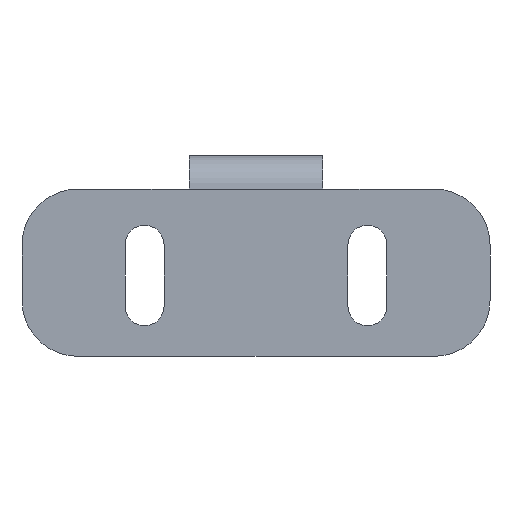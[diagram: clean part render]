
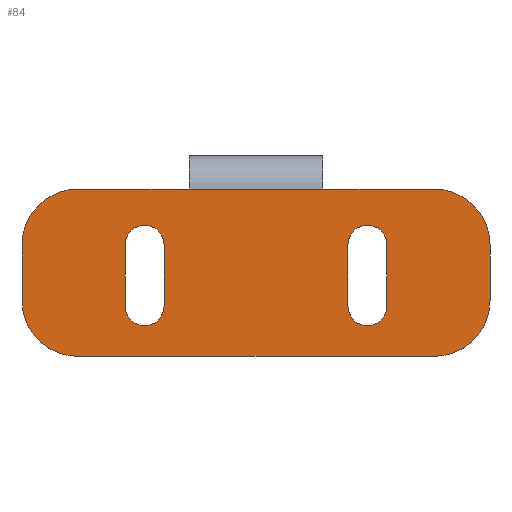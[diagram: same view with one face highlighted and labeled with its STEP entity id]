
A CAD part, left-side view. The second image highlights one B-rep face of the part: STEP entity #84.
In plain terms, the highlighted planar face has unit normal (-1, 0, 0).
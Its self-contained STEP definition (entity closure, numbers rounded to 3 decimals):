
#84=ADVANCED_FACE('',(#139,#140,#141),#118,.T.);
#118=PLANE('',#707);
#139=FACE_BOUND('',#154,.T.);
#140=FACE_BOUND('',#155,.T.);
#141=FACE_BOUND('',#156,.T.);
#154=EDGE_LOOP('',(#268,#269,#270,#271));
#155=EDGE_LOOP('',(#272,#273,#274,#275));
#156=EDGE_LOOP('',(#276,#277,#278,#279,#280,#281,#282,#283,#284,#285));
#194=CIRCLE('',#699,3.5);
#195=CIRCLE('',#700,3.5);
#196=CIRCLE('',#701,3.5);
#197=CIRCLE('',#702,3.5);
#198=CIRCLE('',#703,10.);
#199=CIRCLE('',#704,10.);
#200=CIRCLE('',#705,10.);
#201=CIRCLE('',#706,10.);
#268=ORIENTED_EDGE('',*,*,#507,.T.);
#269=ORIENTED_EDGE('',*,*,#508,.T.);
#270=ORIENTED_EDGE('',*,*,#509,.T.);
#271=ORIENTED_EDGE('',*,*,#510,.T.);
#272=ORIENTED_EDGE('',*,*,#511,.T.);
#273=ORIENTED_EDGE('',*,*,#512,.T.);
#274=ORIENTED_EDGE('',*,*,#513,.T.);
#275=ORIENTED_EDGE('',*,*,#514,.T.);
#276=ORIENTED_EDGE('',*,*,#480,.T.);
#277=ORIENTED_EDGE('',*,*,#515,.T.);
#278=ORIENTED_EDGE('',*,*,#482,.T.);
#279=ORIENTED_EDGE('',*,*,#516,.T.);
#280=ORIENTED_EDGE('',*,*,#474,.T.);
#281=ORIENTED_EDGE('',*,*,#517,.T.);
#282=ORIENTED_EDGE('',*,*,#488,.T.);
#283=ORIENTED_EDGE('',*,*,#518,.T.);
#284=ORIENTED_EDGE('',*,*,#490,.T.);
#285=ORIENTED_EDGE('',*,*,#519,.T.);
#414=VERTEX_POINT('',#975);
#415=VERTEX_POINT('',#976);
#420=VERTEX_POINT('',#987);
#421=VERTEX_POINT('',#989);
#422=VERTEX_POINT('',#993);
#423=VERTEX_POINT('',#994);
#428=VERTEX_POINT('',#1005);
#429=VERTEX_POINT('',#1007);
#430=VERTEX_POINT('',#1011);
#431=VERTEX_POINT('',#1012);
#442=VERTEX_POINT('',#1042);
#443=VERTEX_POINT('',#1043);
#444=VERTEX_POINT('',#1045);
#445=VERTEX_POINT('',#1047);
#446=VERTEX_POINT('',#1050);
#447=VERTEX_POINT('',#1051);
#448=VERTEX_POINT('',#1053);
#449=VERTEX_POINT('',#1055);
#474=EDGE_CURVE('',#414,#415,#562,.T.);
#480=EDGE_CURVE('',#421,#420,#568,.T.);
#482=EDGE_CURVE('',#422,#423,#570,.T.);
#488=EDGE_CURVE('',#429,#428,#576,.T.);
#490=EDGE_CURVE('',#430,#431,#578,.T.);
#507=EDGE_CURVE('',#442,#443,#194,.T.);
#508=EDGE_CURVE('',#443,#444,#587,.T.);
#509=EDGE_CURVE('',#444,#445,#195,.T.);
#510=EDGE_CURVE('',#445,#442,#588,.T.);
#511=EDGE_CURVE('',#446,#447,#196,.T.);
#512=EDGE_CURVE('',#447,#448,#589,.T.);
#513=EDGE_CURVE('',#448,#449,#197,.T.);
#514=EDGE_CURVE('',#449,#446,#590,.T.);
#515=EDGE_CURVE('',#420,#422,#198,.T.);
#516=EDGE_CURVE('',#423,#414,#199,.T.);
#517=EDGE_CURVE('',#415,#429,#591,.T.);
#518=EDGE_CURVE('',#428,#430,#200,.T.);
#519=EDGE_CURVE('',#431,#421,#201,.T.);
#562=LINE('',#974,#630);
#568=LINE('',#988,#636);
#570=LINE('',#992,#638);
#576=LINE('',#1006,#644);
#578=LINE('',#1010,#646);
#587=LINE('',#1044,#655);
#588=LINE('',#1048,#656);
#589=LINE('',#1052,#657);
#590=LINE('',#1056,#658);
#591=LINE('',#1059,#659);
#630=VECTOR('',#771,1.);
#636=VECTOR('',#779,1.);
#638=VECTOR('',#783,1.);
#644=VECTOR('',#791,1.);
#646=VECTOR('',#795,1.);
#655=VECTOR('',#826,1.);
#656=VECTOR('',#829,1.);
#657=VECTOR('',#832,1.);
#658=VECTOR('',#835,1.);
#659=VECTOR('',#840,1.);
#699=AXIS2_PLACEMENT_3D('',#1041,#824,#825);
#700=AXIS2_PLACEMENT_3D('',#1046,#827,#828);
#701=AXIS2_PLACEMENT_3D('',#1049,#830,#831);
#702=AXIS2_PLACEMENT_3D('',#1054,#833,#834);
#703=AXIS2_PLACEMENT_3D('',#1057,#836,#837);
#704=AXIS2_PLACEMENT_3D('',#1058,#838,#839);
#705=AXIS2_PLACEMENT_3D('',#1060,#841,#842);
#706=AXIS2_PLACEMENT_3D('',#1061,#843,#844);
#707=AXIS2_PLACEMENT_3D('',#1062,#845,#846);
#771=DIRECTION('',(0.,1.,0.));
#779=DIRECTION('',(0.,-1.,0.));
#783=DIRECTION('',(0.,0.,1.));
#791=DIRECTION('',(0.,1.,0.));
#795=DIRECTION('',(0.,0.,-1.));
#824=DIRECTION('',(1.,0.,0.));
#825=DIRECTION('',(0.,0.,1.));
#826=DIRECTION('',(0.,0.,-1.));
#827=DIRECTION('',(1.,0.,0.));
#828=DIRECTION('',(0.,0.,1.));
#829=DIRECTION('',(0.,0.,1.));
#830=DIRECTION('',(1.,0.,0.));
#831=DIRECTION('',(0.,0.,1.));
#832=DIRECTION('',(0.,0.,-1.));
#833=DIRECTION('',(1.,0.,0.));
#834=DIRECTION('',(0.,0.,1.));
#835=DIRECTION('',(0.,0.,1.));
#836=DIRECTION('',(-1.,0.,0.));
#837=DIRECTION('',(0.,0.,1.));
#838=DIRECTION('',(-1.,0.,0.));
#839=DIRECTION('',(0.,0.,1.));
#840=DIRECTION('',(0.,1.,0.));
#841=DIRECTION('',(-1.,0.,0.));
#842=DIRECTION('',(0.,0.,1.));
#843=DIRECTION('',(-1.,0.,0.));
#844=DIRECTION('',(0.,0.,1.));
#845=DIRECTION('',(-1.,0.,0.));
#846=DIRECTION('',(0.,0.,1.));
#974=CARTESIAN_POINT('',(0.,-42.,30.));
#975=CARTESIAN_POINT('',(0.,-32.,30.));
#976=CARTESIAN_POINT('',(0.,-12.,30.));
#987=CARTESIAN_POINT('',(0.,-32.,0.));
#988=CARTESIAN_POINT('',(0.,42.,0.));
#989=CARTESIAN_POINT('',(0.,32.,0.));
#992=CARTESIAN_POINT('',(0.,-42.,0.));
#993=CARTESIAN_POINT('',(0.,-42.,10.));
#994=CARTESIAN_POINT('',(0.,-42.,20.));
#1005=CARTESIAN_POINT('',(0.,32.,30.));
#1006=CARTESIAN_POINT('',(0.,-42.,30.));
#1007=CARTESIAN_POINT('',(0.,12.,30.));
#1010=CARTESIAN_POINT('',(0.,42.,30.));
#1011=CARTESIAN_POINT('',(0.,42.,20.));
#1012=CARTESIAN_POINT('',(0.,42.,10.));
#1041=CARTESIAN_POINT('',(0.,-20.,20.));
#1042=CARTESIAN_POINT('',(0.,-16.5,20.));
#1043=CARTESIAN_POINT('',(0.,-23.5,20.));
#1044=CARTESIAN_POINT('',(0.,-23.5,20.));
#1045=CARTESIAN_POINT('',(0.,-23.5,9.));
#1046=CARTESIAN_POINT('',(0.,-20.,9.));
#1047=CARTESIAN_POINT('',(0.,-16.5,9.));
#1048=CARTESIAN_POINT('',(0.,-16.5,9.));
#1049=CARTESIAN_POINT('',(0.,20.,20.));
#1050=CARTESIAN_POINT('',(0.,23.5,20.));
#1051=CARTESIAN_POINT('',(0.,16.5,20.));
#1052=CARTESIAN_POINT('',(0.,16.5,20.));
#1053=CARTESIAN_POINT('',(0.,16.5,9.));
#1054=CARTESIAN_POINT('',(0.,20.,9.));
#1055=CARTESIAN_POINT('',(0.,23.5,9.));
#1056=CARTESIAN_POINT('',(0.,23.5,9.));
#1057=CARTESIAN_POINT('',(0.,-32.,10.));
#1058=CARTESIAN_POINT('',(0.,-32.,20.));
#1059=CARTESIAN_POINT('',(0.,-12.,30.));
#1060=CARTESIAN_POINT('',(0.,32.,20.));
#1061=CARTESIAN_POINT('',(0.,32.,10.));
#1062=CARTESIAN_POINT('',(0.,0.,0.));
